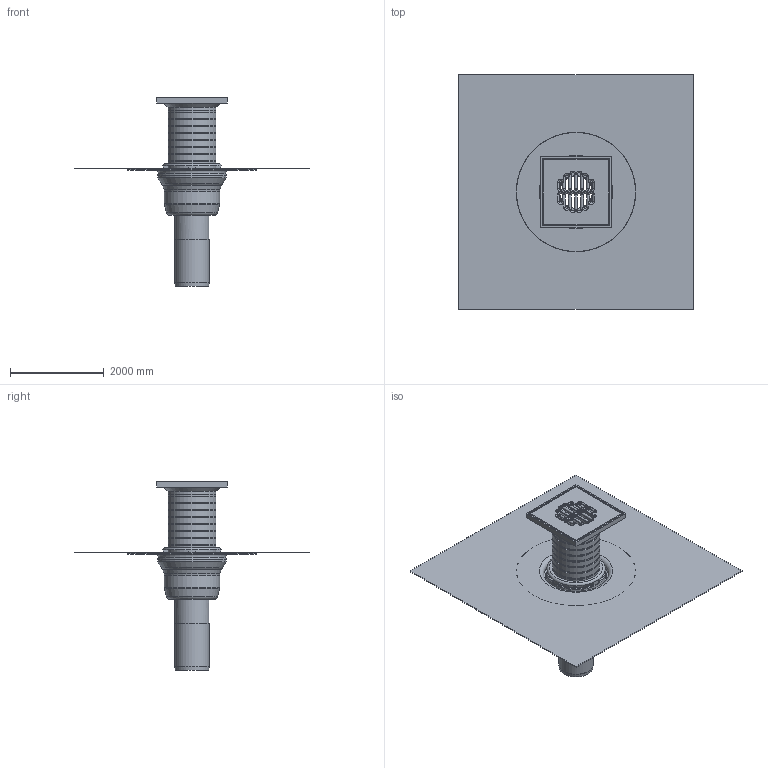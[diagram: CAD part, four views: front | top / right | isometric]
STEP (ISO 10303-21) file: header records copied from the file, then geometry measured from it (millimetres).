
FILE_DESCRIPTION(/* description */ (''),/* implementation_level */ '2;1');
FILE_NAME(/* name */ '16278.070X_3D.stp',/* time_stamp */ '2025-01-06T10:02:19+01:00',/* author */ ('c.rudolph'),/* organization */ (''),/* preprocessor_version */ 'ST-DEVELOPER v20',/* originating_system */ 'AutoCAD Mechanical',/* authorisation */ '');
FILE_SCHEMA (('AUTOMOTIVE_DESIGN { 1 0 10303 214 3 1 1 }'));
Length unit declared in the file: centimetre
Products named in the file (2): Product; *S0
Assembly tree (1 placements, depth 2):
  Product
    *S0
Bounding box: 5000 x 5000 x 4010.81 mm (x, y, z)
Volume: 963825151.7 mm3; surface area: 103324102 mm2
Topology: 10 solids, 11 shells, 517 faces, 1217 edges, 741 vertices
Faces by surface type: plane 212, cylinder 161, torus 95, cone 41, sphere 8
Full cylindrical faces by diameter (mm): 35 x4, 80 x4, 698 x2, 730 x3, 960 x1, 1010 x8, 1020 x9, 1024 x1, 1140 x1, 1150 x1, 1160 x2, 1180 x1, 1200 x3, 1400 x2, 1430 x2, 1460 x1
Entity records: 15361 total; most frequent: CARTESIAN_POINT 2966, DIRECTION 2815, ORIENTED_EDGE 2432, EDGE_CURVE 1216, AXIS2_PLACEMENT_3D 1142, VERTEX_POINT 739, CIRCLE 606, EDGE_LOOP 579
